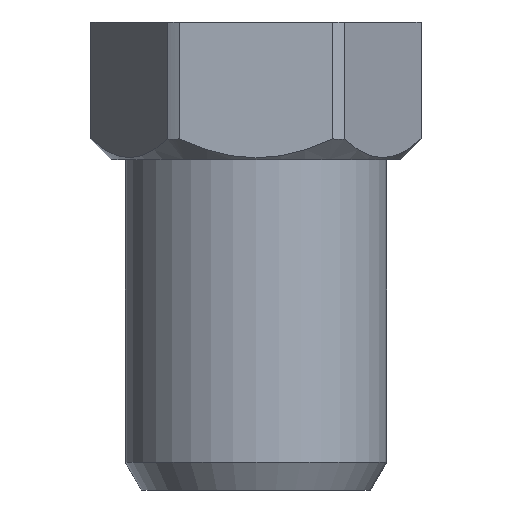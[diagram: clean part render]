
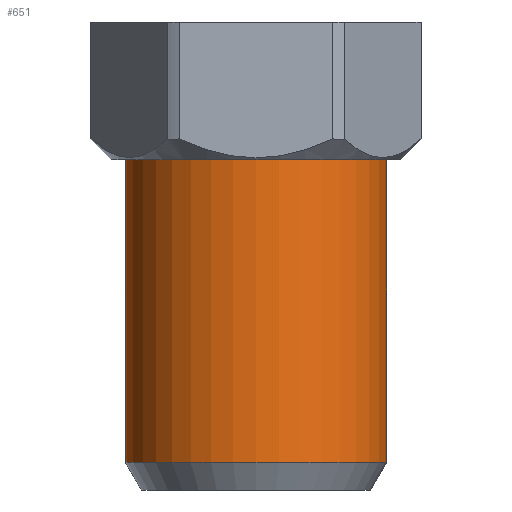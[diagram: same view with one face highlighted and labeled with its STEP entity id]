
A CAD part, left-side view. The second image highlights one B-rep face of the part: STEP entity #651.
In plain terms, the highlighted cylindrical face has radius 0.483 mm (diameter 0.965 mm), a full revolution.
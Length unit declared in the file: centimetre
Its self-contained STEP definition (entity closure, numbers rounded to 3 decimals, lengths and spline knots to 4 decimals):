
#129=CYLINDRICAL_SURFACE($,#720,0.0483);
#147=FACE_BOUND($,#227,.T.);
#175=FACE_OUTER_BOUND($,#226,.T.);
#226=EDGE_LOOP($,(#538));
#227=EDGE_LOOP($,(#539));
#271=CIRCLE($,#719,0.0483);
#272=CIRCLE($,#721,0.0483);
#323=VERTEX_POINT($,#1071);
#324=VERTEX_POINT($,#1074);
#401=EDGE_CURVE($,#323,#323,#271,.T.);
#402=EDGE_CURVE($,#324,#324,#272,.T.);
#538=ORIENTED_EDGE($,*,*,#401,.T.);
#539=ORIENTED_EDGE($,*,*,#402,.F.);
#651=ADVANCED_FACE($,(#175,#147),#129,.T.);
#719=AXIS2_PLACEMENT_3D($,#1072,#863,#864);
#720=AXIS2_PLACEMENT_3D($,#1073,#865,#866);
#721=AXIS2_PLACEMENT_3D($,#1075,#867,#868);
#863=DIRECTION('center_axis',(0.,0.,1.));
#864=DIRECTION('ref_axis',(1.,0.,0.));
#865=DIRECTION('center_axis',(0.,0.,1.));
#866=DIRECTION('ref_axis',(1.,0.,0.));
#867=DIRECTION('center_axis',(0.,0.,1.));
#868=DIRECTION('ref_axis',(1.,0.,0.));
#1071=CARTESIAN_POINT('',(-0.1194,0.,-0.0762));
#1072=CARTESIAN_POINT('Origin',(-0.1676,0.,-0.0762));
#1073=CARTESIAN_POINT('Origin',(-0.1676,0.,0.0864));
#1074=CARTESIAN_POINT('',(-0.1194,0.,0.0356));
#1075=CARTESIAN_POINT('Origin',(-0.1676,0.,0.0356));
